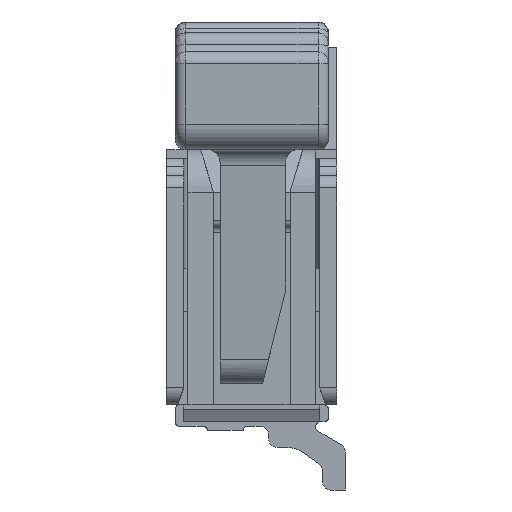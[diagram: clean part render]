
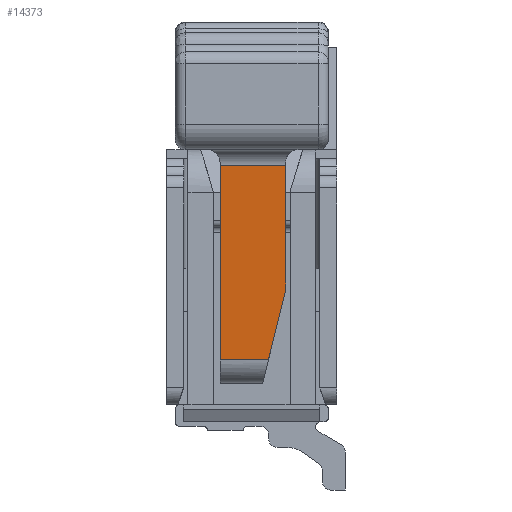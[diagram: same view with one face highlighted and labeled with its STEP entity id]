
A CAD part, left-side view. The second image highlights one B-rep face of the part: STEP entity #14373.
In plain terms, the highlighted face is planar.
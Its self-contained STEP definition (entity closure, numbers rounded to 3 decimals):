
#1779 = ORIENTED_EDGE ( 'NONE', *, *, #11883, .T. ) ;
#3559 = VECTOR ( 'NONE', #8373, 1000. ) ;
#3688 = EDGE_CURVE ( 'NONE', #11744, #18770, #20672, .T. ) ;
#3809 = EDGE_LOOP ( 'NONE', ( #1779, #18439, #16588, #18003, #12966 ) ) ;
#3884 = DIRECTION ( 'NONE',  ( 0., 0., 1. ) ) ;
#3937 = DIRECTION ( 'NONE',  ( 0.997, 0.073, 0. ) ) ;
#4867 = CARTESIAN_POINT ( 'NONE',  ( 945.606, 38.612, 0.196 ) ) ;
#5920 = CARTESIAN_POINT ( 'NONE',  ( 945.523, 39.755, 0.012 ) ) ;
#6371 = LINE ( 'NONE', #7637, #6622 ) ;
#6474 = DIRECTION ( 'NONE',  ( -0.073, 0.997, 0. ) ) ;
#6622 = VECTOR ( 'NONE', #6474, 1000. ) ;
#7382 = EDGE_CURVE ( 'NONE', #18770, #18762, #18245, .T. ) ;
#7637 = CARTESIAN_POINT ( 'NONE',  ( 945.547, 39.434, 0.397 ) ) ;
#7735 = EDGE_CURVE ( 'NONE', #11744, #12627, #8479, .T. ) ;
#8373 = DIRECTION ( 'NONE',  ( 0., 0., 1. ) ) ;
#8479 = LINE ( 'NONE', #16639, #3559 ) ;
#8814 = CARTESIAN_POINT ( 'NONE',  ( 945.606, 38.612, -0.373 ) ) ;
#8965 = EDGE_CURVE ( 'NONE', #18900, #12627, #6371, .T. ) ;
#9586 = VECTOR ( 'NONE', #17522, 1000. ) ;
#11190 = LINE ( 'NONE', #16218, #20403 ) ;
#11415 = CARTESIAN_POINT ( 'NONE',  ( 945.44, 40.898, 0.397 ) ) ;
#11744 = VERTEX_POINT ( 'NONE', #12353 ) ;
#11883 = EDGE_CURVE ( 'NONE', #18762, #18900, #11190, .T. ) ;
#11893 = PLANE ( 'NONE',  #12097 ) ;
#12097 = AXIS2_PLACEMENT_3D ( 'NONE', #5920, #3937, #20287 ) ;
#12107 = FACE_OUTER_BOUND ( 'NONE', #3809, .T. ) ;
#12353 = CARTESIAN_POINT ( 'NONE',  ( 945.44, 40.898, -0.373 ) ) ;
#12619 = CARTESIAN_POINT ( 'NONE',  ( 945.606, 38.612, -0.373 ) ) ;
#12627 = VERTEX_POINT ( 'NONE', #11415 ) ;
#12911 = VECTOR ( 'NONE', #3884, 1000. ) ;
#12966 = ORIENTED_EDGE ( 'NONE', *, *, #7382, .T. ) ;
#13237 = CARTESIAN_POINT ( 'NONE',  ( 945.547, 39.434, 0.397 ) ) ;
#14373 = ADVANCED_FACE ( 'NONE', ( #12107 ), #11893, .F. ) ;
#14640 = DIRECTION ( 'NONE',  ( -0.07, 0.969, 0.238 ) ) ;
#16218 = CARTESIAN_POINT ( 'NONE',  ( 945.606, 38.612, 0.196 ) ) ;
#16588 = ORIENTED_EDGE ( 'NONE', *, *, #7735, .F. ) ;
#16639 = CARTESIAN_POINT ( 'NONE',  ( 945.44, 40.898, -0.373 ) ) ;
#17522 = DIRECTION ( 'NONE',  ( 0.073, -0.997, 0. ) ) ;
#18003 = ORIENTED_EDGE ( 'NONE', *, *, #3688, .T. ) ;
#18245 = LINE ( 'NONE', #8814, #12911 ) ;
#18439 = ORIENTED_EDGE ( 'NONE', *, *, #8965, .T. ) ;
#18762 = VERTEX_POINT ( 'NONE', #4867 ) ;
#18770 = VERTEX_POINT ( 'NONE', #12619 ) ;
#18900 = VERTEX_POINT ( 'NONE', #13237 ) ;
#19403 = CARTESIAN_POINT ( 'NONE',  ( 945.44, 40.898, -0.373 ) ) ;
#20287 = DIRECTION ( 'NONE',  ( 0., 0., -1. ) ) ;
#20403 = VECTOR ( 'NONE', #14640, 1000. ) ;
#20672 = LINE ( 'NONE', #19403, #9586 ) ;
